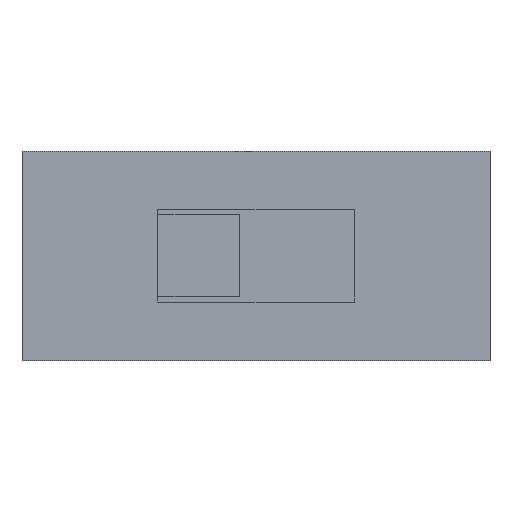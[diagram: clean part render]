
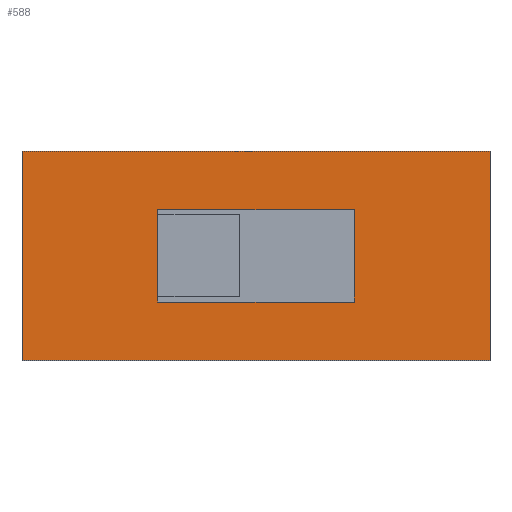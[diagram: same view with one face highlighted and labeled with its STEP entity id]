
A CAD part, top view. The second image highlights one B-rep face of the part: STEP entity #588.
In plain terms, the highlighted planar face has unit normal (0, 0, 1).
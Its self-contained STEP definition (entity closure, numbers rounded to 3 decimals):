
#14=FACE_BOUND('',#91,.T.);
#58=FACE_OUTER_BOUND('',#90,.T.);
#90=EDGE_LOOP('',(#491,#492,#493,#494));
#91=EDGE_LOOP('',(#495,#496,#497,#498,#499,#500));
#135=LINE('',#848,#211);
#154=LINE('',#886,#230);
#156=LINE('',#891,#232);
#159=LINE('',#895,#235);
#160=LINE('',#898,#236);
#162=LINE('',#901,#238);
#166=LINE('',#910,#242);
#167=LINE('',#913,#243);
#168=LINE('',#915,#244);
#169=LINE('',#916,#245);
#211=VECTOR('',#697,10.);
#230=VECTOR('',#728,10.);
#232=VECTOR('',#732,10.);
#235=VECTOR('',#737,10.);
#236=VECTOR('',#740,10.);
#238=VECTOR('',#744,10.);
#242=VECTOR('',#750,10.);
#243=VECTOR('',#753,10.);
#244=VECTOR('',#754,10.);
#245=VECTOR('',#755,10.);
#275=VERTEX_POINT('',#846);
#276=VERTEX_POINT('',#847);
#289=VERTEX_POINT('',#885);
#290=VERTEX_POINT('',#889);
#291=VERTEX_POINT('',#890);
#292=VERTEX_POINT('',#897);
#294=VERTEX_POINT('',#904);
#296=VERTEX_POINT('',#908);
#297=VERTEX_POINT('',#912);
#298=VERTEX_POINT('',#914);
#337=EDGE_CURVE('',#275,#276,#135,.T.);
#356=EDGE_CURVE('',#289,#275,#154,.T.);
#358=EDGE_CURVE('',#290,#291,#156,.T.);
#361=EDGE_CURVE('',#276,#290,#159,.T.);
#362=EDGE_CURVE('',#292,#289,#160,.T.);
#364=EDGE_CURVE('',#291,#292,#162,.T.);
#368=EDGE_CURVE('',#294,#296,#166,.T.);
#369=EDGE_CURVE('',#294,#297,#167,.T.);
#370=EDGE_CURVE('',#298,#296,#168,.T.);
#371=EDGE_CURVE('',#297,#298,#169,.T.);
#491=ORIENTED_EDGE('',*,*,#369,.F.);
#492=ORIENTED_EDGE('',*,*,#368,.T.);
#493=ORIENTED_EDGE('',*,*,#370,.F.);
#494=ORIENTED_EDGE('',*,*,#371,.F.);
#495=ORIENTED_EDGE('',*,*,#358,.T.);
#496=ORIENTED_EDGE('',*,*,#364,.T.);
#497=ORIENTED_EDGE('',*,*,#362,.T.);
#498=ORIENTED_EDGE('',*,*,#356,.T.);
#499=ORIENTED_EDGE('',*,*,#337,.T.);
#500=ORIENTED_EDGE('',*,*,#361,.T.);
#556=PLANE('',#622);
#588=ADVANCED_FACE('',(#58,#14),#556,.T.);
#622=AXIS2_PLACEMENT_3D('',#911,#751,#752);
#697=DIRECTION('',(0.,1.,0.));
#728=DIRECTION('',(0.,1.,0.));
#732=DIRECTION('',(1.,0.,0.));
#737=DIRECTION('',(0.,1.,0.));
#740=DIRECTION('',(-1.,0.,0.));
#744=DIRECTION('',(0.,-1.,0.));
#750=DIRECTION('',(0.,1.,0.));
#751=DIRECTION('center_axis',(0.,0.,1.));
#752=DIRECTION('ref_axis',(1.,0.,0.));
#753=DIRECTION('',(-1.,0.,0.));
#754=DIRECTION('',(1.,0.,0.));
#755=DIRECTION('',(0.,1.,0.));
#846=CARTESIAN_POINT('',(-1.805,1.175,1.925));
#847=CARTESIAN_POINT('',(-1.805,2.675,1.925));
#848=CARTESIAN_POINT('',(-1.805,0.538,1.925));
#885=CARTESIAN_POINT('',(-1.805,1.075,1.925));
#886=CARTESIAN_POINT('',(-1.805,0.538,1.925));
#889=CARTESIAN_POINT('',(-1.805,2.775,1.925));
#890=CARTESIAN_POINT('',(1.805,2.775,1.925));
#891=CARTESIAN_POINT('',(-3.055,2.775,1.925));
#895=CARTESIAN_POINT('',(-1.805,0.538,1.925));
#897=CARTESIAN_POINT('',(1.805,1.075,1.925));
#898=CARTESIAN_POINT('',(-1.25,1.075,1.925));
#901=CARTESIAN_POINT('',(1.805,1.388,1.925));
#904=CARTESIAN_POINT('',(4.305,0.,1.925));
#908=CARTESIAN_POINT('',(4.305,3.85,1.925));
#910=CARTESIAN_POINT('',(4.305,0.,1.925));
#911=CARTESIAN_POINT('Origin',(-4.305,0.,1.925));
#912=CARTESIAN_POINT('',(-4.305,0.,1.925));
#913=CARTESIAN_POINT('',(4.305,0.,1.925));
#914=CARTESIAN_POINT('',(-4.305,3.85,1.925));
#915=CARTESIAN_POINT('',(4.305,3.85,1.925));
#916=CARTESIAN_POINT('',(-4.305,0.,1.925));
